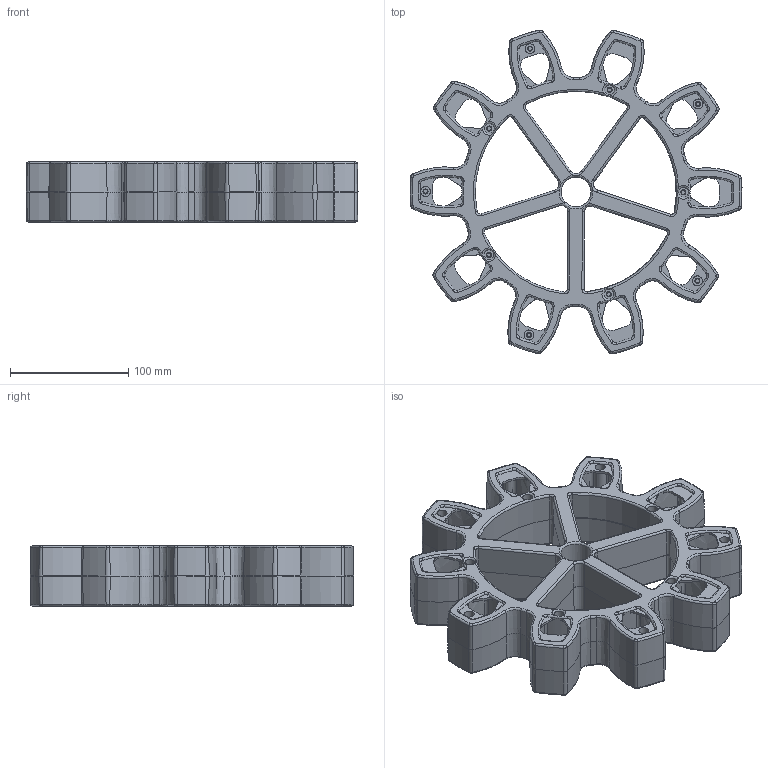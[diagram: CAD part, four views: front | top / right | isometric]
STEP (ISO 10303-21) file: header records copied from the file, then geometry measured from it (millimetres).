
FILE_DESCRIPTION(/* description */ (''),/* implementation_level */ '2;1');
FILE_NAME(/* name */ 'GE-17101_ASM_13_ASM.stp',/* time_stamp */ '2017-01-08T13:34:48-05:00',/* author */ ('jeff1'),/* organization */ (''),/* preprocessor_version */ 'ST-DEVELOPER v16.5',/* originating_system */ 'Autodesk Inventor 2017',/* authorisation */ '');
FILE_SCHEMA (('AUTOMOTIVE_DESIGN { 1 0 10303 214 3 1 1 }'));
Length unit declared in the file: inch
Products named in the file (2): GE-17101_ASM_13_ASM; GE-17100_2
Assembly tree (2 placements, depth 2):
  GE-17101_ASM_13_ASM
    GE-17100_2  x2
Bounding box: 280.2 x 273.39 x 50.8 mm (x, y, z)
Volume: 520330.2 mm3; surface area: 480110.1 mm2
Topology: 2 solids, 2 shells, 2652 faces, 7278 edges, 4750 vertices
Faces by surface type: cone 1226, plane 636, torus 376, cylinder 338, bspline 76
Full cylindrical faces by diameter (mm): 3.429 x10, 3.48 x10, 4.318 x20, 7.366 x20, 8.382 x20, 25.4 x2
Entity records: 44936 total; most frequent: CARTESIAN_POINT 9891, DIRECTION 8122, ORIENTED_EDGE 7104, EDGE_CURVE 3552, AXIS2_PLACEMENT_3D 3456, VERTEX_POINT 2344, CIRCLE 1989, EDGE_LOOP 1494
